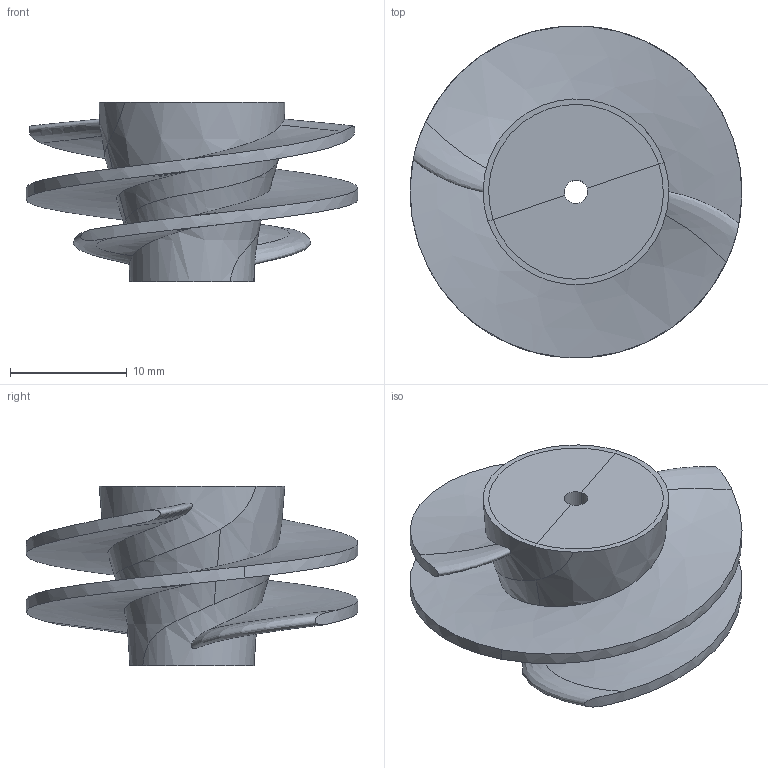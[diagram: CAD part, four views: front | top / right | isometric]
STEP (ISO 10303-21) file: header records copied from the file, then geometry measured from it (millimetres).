
FILE_DESCRIPTION (( 'STEP AP203' ), '1' );
FILE_NAME ('LOX_PDR_inducer_unintegrated_print.STEP', '2024-11-03T21:11:41', ( '' ), ( '' ), 'SwSTEP 2.0', 'SolidWorks 2024', '' );
FILE_SCHEMA (( 'CONFIG_CONTROL_DESIGN' ));
Length unit declared in the file: millimetre
Products named in the file (1): LOX_PDR_inducer_unintegrated_print
Bounding box: 28.37 x 28.38 x 15.37 mm (x, y, z)
Volume: 3016.1 mm3; surface area: 2941.8 mm2
Topology: 1 solids, 1 shells, 24 faces, 66 edges, 42 vertices
Faces by surface type: bspline 24
Entity records: 9195 total; most frequent: CARTESIAN_POINT 8683, ORIENTED_EDGE 132, EDGE_CURVE 66, B_SPLINE_CURVE_WITH_KNOTS 52, VERTEX_POINT 42, DIRECTION 30, EDGE_LOOP 24, ADVANCED_FACE 24
